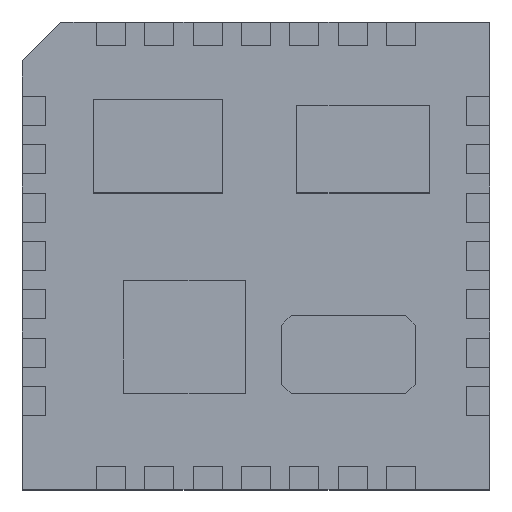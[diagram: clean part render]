
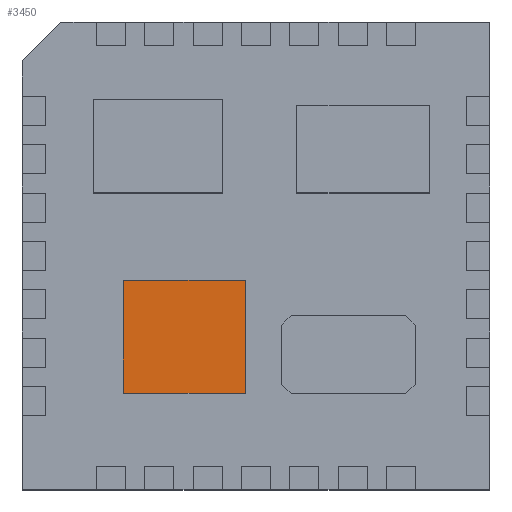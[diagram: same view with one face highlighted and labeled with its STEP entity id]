
A CAD part, top view. The second image highlights one B-rep face of the part: STEP entity #3450.
In plain terms, the highlighted planar face has unit normal (0, 0, 1).
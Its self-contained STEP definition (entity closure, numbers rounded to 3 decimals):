
#3360 = VERTEX_POINT('',#3361);
#3361 = CARTESIAN_POINT('',(-0.273,-0.631,2.1));
#3367 = EDGE_CURVE('',#3368,#3360,#3370,.T.);
#3368 = VERTEX_POINT('',#3369);
#3369 = CARTESIAN_POINT('',(-0.273,-3.553,2.1));
#3370 = LINE('',#3371,#3372);
#3371 = CARTESIAN_POINT('',(-0.273,-3.553,2.1));
#3372 = VECTOR('',#3373,1.);
#3373 = DIRECTION('',(0.,1.,0.));
#3391 = VERTEX_POINT('',#3392);
#3392 = CARTESIAN_POINT('',(-3.427,-0.631,2.1));
#3398 = EDGE_CURVE('',#3360,#3391,#3399,.T.);
#3399 = LINE('',#3400,#3401);
#3400 = CARTESIAN_POINT('',(-0.273,-0.631,2.1));
#3401 = VECTOR('',#3402,1.);
#3402 = DIRECTION('',(-1.,0.,0.));
#3415 = VERTEX_POINT('',#3416);
#3416 = CARTESIAN_POINT('',(-3.427,-3.553,2.1));
#3422 = EDGE_CURVE('',#3391,#3415,#3423,.T.);
#3423 = LINE('',#3424,#3425);
#3424 = CARTESIAN_POINT('',(-3.427,-3.553,2.1));
#3425 = VECTOR('',#3426,1.);
#3426 = DIRECTION('',(0.,-1.,0.));
#3439 = EDGE_CURVE('',#3415,#3368,#3440,.T.);
#3440 = LINE('',#3441,#3442);
#3441 = CARTESIAN_POINT('',(-0.273,-3.553,2.1));
#3442 = VECTOR('',#3443,1.);
#3443 = DIRECTION('',(1.,0.,0.));
#3450 = ADVANCED_FACE('',(#3451),#3457,.T.);
#3451 = FACE_BOUND('',#3452,.T.);
#3452 = EDGE_LOOP('',(#3453,#3454,#3455,#3456));
#3453 = ORIENTED_EDGE('',*,*,#3367,.T.);
#3454 = ORIENTED_EDGE('',*,*,#3398,.T.);
#3455 = ORIENTED_EDGE('',*,*,#3422,.T.);
#3456 = ORIENTED_EDGE('',*,*,#3439,.T.);
#3457 = PLANE('',#3458);
#3458 = AXIS2_PLACEMENT_3D('',#3459,#3460,#3461);
#3459 = CARTESIAN_POINT('',(0.,0.,2.1));
#3460 = DIRECTION('',(0.,0.,1.));
#3461 = DIRECTION('',(0.,-1.,0.));
